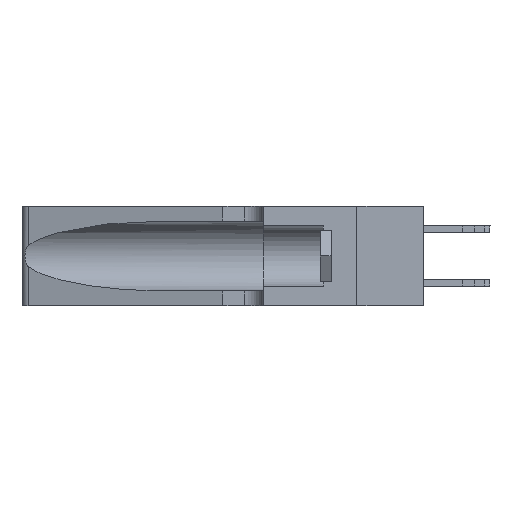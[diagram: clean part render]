
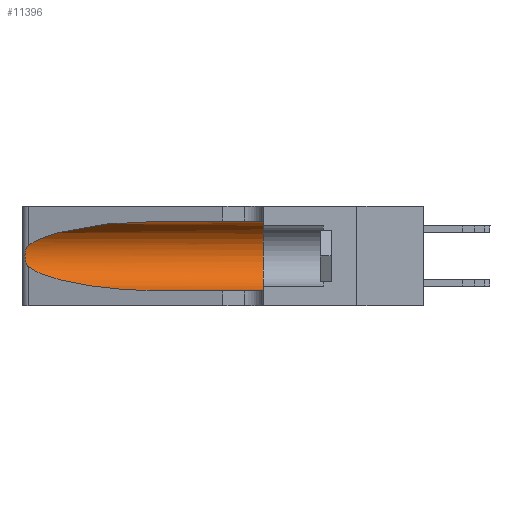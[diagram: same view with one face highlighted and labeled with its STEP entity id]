
A CAD part, left-side view. The second image highlights one B-rep face of the part: STEP entity #11396.
In plain terms, the highlighted cylindrical face has radius 3.308 mm (diameter 6.617 mm), a partial arc.
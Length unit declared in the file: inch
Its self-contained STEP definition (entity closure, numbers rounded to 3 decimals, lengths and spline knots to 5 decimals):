
#166 = CARTESIAN_POINT ( 'NONE',  ( 0.18966, 0.96281, 0.31525 ) ) ;
#213 = CARTESIAN_POINT ( 'NONE',  ( 0.25487, 1.22718, 0.22369 ) ) ;
#485 = CARTESIAN_POINT ( 'NONE',  ( 0.25487, 1.22718, 0.14631 ) ) ;
#522 =( BOUNDED_CURVE ( )  B_SPLINE_CURVE ( 3, ( #16864, #166, #1936, #16985 ),
 .UNSPECIFIED., .F., .F. ) 
 B_SPLINE_CURVE_WITH_KNOTS ( ( 4, 4 ),
 ( 1.5708, 2.84003 ),
 .UNSPECIFIED. ) 
 CURVE ( )  GEOMETRIC_REPRESENTATION_ITEM ( )  RATIONAL_B_SPLINE_CURVE ( ( 1., 0.87, 0.87, 1. ) ) 
 REPRESENTATION_ITEM ( '' )  );
#1034 = ORIENTED_EDGE ( 'NONE', *, *, #14409, .F. ) ;
#1046 = ORIENTED_EDGE ( 'NONE', *, *, #14347, .T. ) ;
#1244 = CARTESIAN_POINT ( 'NONE',  ( 0.25856, 1.23593, 0.16098 ) ) ;
#1255 = EDGE_CURVE ( 'NONE', #1984, #18461, #9536, .T. ) ;
#1747 = CARTESIAN_POINT ( 'NONE',  ( 0.1305, 0.72297, 0.31525 ) ) ;
#1863 = DIRECTION ( 'NONE',  ( 0., 1., 0. ) ) ;
#1936 = CARTESIAN_POINT ( 'NONE',  ( 0.2373, 1.15595, 0.28018 ) ) ;
#1984 = VERTEX_POINT ( 'NONE', #213 ) ;
#2226 = EDGE_CURVE ( 'NONE', #6913, #11821, #15917, .T. ) ;
#2308 = DIRECTION ( 'NONE',  ( 0., -1., 0. ) ) ;
#2466 = CARTESIAN_POINT ( 'NONE',  ( 0.1305, 0.35, 0.31525 ) ) ;
#2716 = CARTESIAN_POINT ( 'NONE',  ( 0.25487, 1.22718, 0.22369 ) ) ;
#2847 = CARTESIAN_POINT ( 'NONE',  ( 0.25854, 1.2359, 0.20912 ) ) ;
#3810 =( BOUNDED_CURVE ( )  B_SPLINE_CURVE ( 3, ( #485, #12440, #6323, #9334 ),
 .UNSPECIFIED., .F., .F. ) 
 B_SPLINE_CURVE_WITH_KNOTS ( ( 4, 4 ),
 ( 3.44316, 4.71239 ),
 .UNSPECIFIED. ) 
 CURVE ( )  GEOMETRIC_REPRESENTATION_ITEM ( )  RATIONAL_B_SPLINE_CURVE ( ( 1., 0.87, 0.87, 1. ) ) 
 REPRESENTATION_ITEM ( '' )  );
#4164 = CARTESIAN_POINT ( 'NONE',  ( 0.25789, 1.23486, 0.15765 ) ) ;
#4803 = ORIENTED_EDGE ( 'NONE', *, *, #12531, .T. ) ;
#5182 = VERTEX_POINT ( 'NONE', #14913 ) ;
#5964 = VECTOR ( 'NONE', #6536, 39.37008 ) ;
#6323 = CARTESIAN_POINT ( 'NONE',  ( 0.18966, 0.96281, 0.05475 ) ) ;
#6536 = DIRECTION ( 'NONE',  ( 0., -1., 0. ) ) ;
#6913 = VERTEX_POINT ( 'NONE', #1747 ) ;
#7090 = CARTESIAN_POINT ( 'NONE',  ( 0.25555, 1.22993, 0.14849 ) ) ;
#7143 = CARTESIAN_POINT ( 'NONE',  ( 0.1305, 1.61858, 0.185 ) ) ;
#7225 = CARTESIAN_POINT ( 'NONE',  ( 0.26075, 1.23896, 0.178 ) ) ;
#8785 = CARTESIAN_POINT ( 'NONE',  ( 0.25639, 1.23186, 0.15144 ) ) ;
#9334 = CARTESIAN_POINT ( 'NONE',  ( 0.1305, 0.72297, 0.05475 ) ) ;
#9463 = FACE_OUTER_BOUND ( 'NONE', #13648, .T. ) ;
#9536 = B_SPLINE_CURVE_WITH_KNOTS ( 'NONE', 3,
 ( #2716, #19190, #17549, #11750, #2847, #11628, #10174, #7225, #11561, #1244, #4164, #8785, #7090, #17611 ),
 .UNSPECIFIED., .F., .F.,
 ( 4, 2, 2, 2, 2, 2, 4 ),
 ( 0., 0.00027, 0.00053, 0.00107, 0.0016, 0.00187, 0.00214 ),
 .UNSPECIFIED. ) ;
#9992 = ORIENTED_EDGE ( 'NONE', *, *, #1255, .T. ) ;
#10064 = CARTESIAN_POINT ( 'NONE',  ( 0.25487, 1.22718, 0.14631 ) ) ;
#10174 = CARTESIAN_POINT ( 'NONE',  ( 0.26075, 1.23896, 0.19203 ) ) ;
#10669 = CARTESIAN_POINT ( 'NONE',  ( 0.1305, 0.35, 0.185 ) ) ;
#11300 = CARTESIAN_POINT ( 'NONE',  ( 0.1305, 1.61858, 0.31525 ) ) ;
#11351 = AXIS2_PLACEMENT_3D ( 'NONE', #7143, #13317, #14773 ) ;
#11396 = ADVANCED_FACE ( 'NONE', ( #9463 ), #12949, .F. ) ;
#11561 = CARTESIAN_POINT ( 'NONE',  ( 0.26017, 1.23833, 0.17102 ) ) ;
#11628 = CARTESIAN_POINT ( 'NONE',  ( 0.26018, 1.23835, 0.19895 ) ) ;
#11750 = CARTESIAN_POINT ( 'NONE',  ( 0.25787, 1.23484, 0.2124 ) ) ;
#11821 = VERTEX_POINT ( 'NONE', #2466 ) ;
#11920 = VECTOR ( 'NONE', #2308, 39.37008 ) ;
#12119 = CARTESIAN_POINT ( 'NONE',  ( 0.1305, 0.35, 0.05475 ) ) ;
#12440 = CARTESIAN_POINT ( 'NONE',  ( 0.2373, 1.15595, 0.08982 ) ) ;
#12478 = VERTEX_POINT ( 'NONE', #12119 ) ;
#12531 = EDGE_CURVE ( 'NONE', #18461, #5182, #3810, .T. ) ;
#12949 = CYLINDRICAL_SURFACE ( 'NONE', #11351, 0.13025 ) ;
#13317 = DIRECTION ( 'NONE',  ( 0., -1., 0. ) ) ;
#13648 = EDGE_LOOP ( 'NONE', ( #1046, #9992, #4803, #18822, #1034, #14891 ) ) ;
#14048 = CARTESIAN_POINT ( 'NONE',  ( 0.1305, 1.61858, 0.05475 ) ) ;
#14347 = EDGE_CURVE ( 'NONE', #6913, #1984, #522, .T. ) ;
#14409 = EDGE_CURVE ( 'NONE', #11821, #12478, #17789, .T. ) ;
#14773 = DIRECTION ( 'NONE',  ( 0., 0., -1. ) ) ;
#14891 = ORIENTED_EDGE ( 'NONE', *, *, #2226, .F. ) ;
#14913 = CARTESIAN_POINT ( 'NONE',  ( 0.1305, 0.72297, 0.05475 ) ) ;
#15710 = EDGE_CURVE ( 'NONE', #5182, #12478, #16065, .T. ) ;
#15917 = LINE ( 'NONE', #11300, #11920 ) ;
#16065 = LINE ( 'NONE', #14048, #5964 ) ;
#16864 = CARTESIAN_POINT ( 'NONE',  ( 0.1305, 0.72297, 0.31525 ) ) ;
#16985 = CARTESIAN_POINT ( 'NONE',  ( 0.25487, 1.22718, 0.22369 ) ) ;
#17549 = CARTESIAN_POINT ( 'NONE',  ( 0.25639, 1.23184, 0.21858 ) ) ;
#17611 = CARTESIAN_POINT ( 'NONE',  ( 0.25487, 1.22718, 0.14631 ) ) ;
#17789 = CIRCLE ( 'NONE', #18068, 0.13025 ) ;
#18068 = AXIS2_PLACEMENT_3D ( 'NONE', #10669, #1863, #18300 ) ;
#18300 = DIRECTION ( 'NONE',  ( 0., 0., 1. ) ) ;
#18461 = VERTEX_POINT ( 'NONE', #10064 ) ;
#18822 = ORIENTED_EDGE ( 'NONE', *, *, #15710, .T. ) ;
#19190 = CARTESIAN_POINT ( 'NONE',  ( 0.25555, 1.22994, 0.2215 ) ) ;
